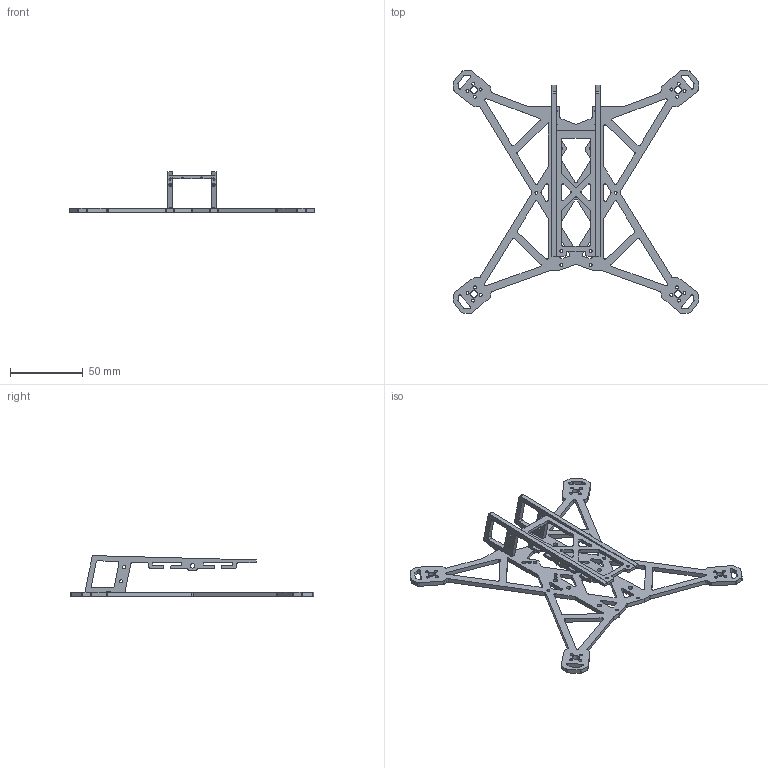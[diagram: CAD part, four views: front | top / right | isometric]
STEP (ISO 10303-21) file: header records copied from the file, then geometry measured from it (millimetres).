
FILE_DESCRIPTION(/* description */ ('','CAx-IF Rec.Pracs.---Representation and Presentation of Product Manufacturing Information (PMI)---4.0---2014-10-13'),/* implementation_level */ '2;1');
FILE_NAME(/* name */ 'FPV_Drone_Frame.step',/* time_stamp */ '2025-01-07T22:07:58+01:00',/* author */ (''),/* organization */ (''),/* preprocessor_version */ 'ST-DEVELOPER v20',/* originating_system */ 'Autodesk Translation Framework v13.20.0.188',/* authorisation */ '');
FILE_SCHEMA (('AP242_MANAGED_MODEL_BASED_3D_ENGINEERING_MIM_LF { 1 0 10303 442 1 1 4 }'));
Length unit declared in the file: millimetre
Products named in the file (1): Unbenannt
Bounding box: 168.79 x 167.14 x 27.98 mm (x, y, z)
Volume: 29032.2 mm3; surface area: 31558.3 mm2
Topology: 4 solids, 4 shells, 527 faces, 1557 edges, 1038 vertices
Faces by surface type: cylinder 269, plane 258
Full cylindrical faces by diameter (mm): 2.1 x30, 3.1 x10, 4.6 x4
Entity records: 18090 total; most frequent: DIRECTION 3151, CARTESIAN_POINT 3123, ORIENTED_EDGE 3114, EDGE_CURVE 1557, AXIS2_PLACEMENT_3D 1066, VERTEX_POINT 1038, LINE 1019, VECTOR 1019
